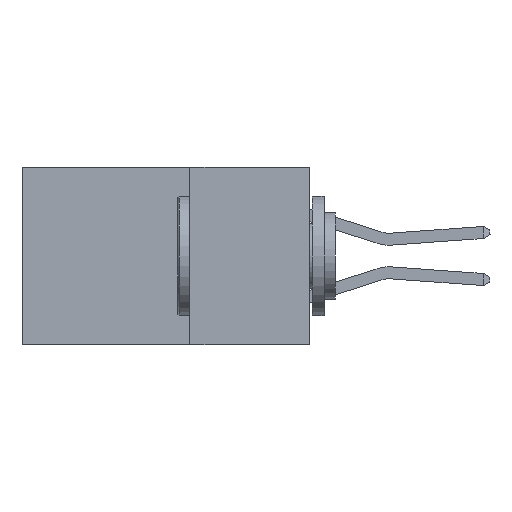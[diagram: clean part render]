
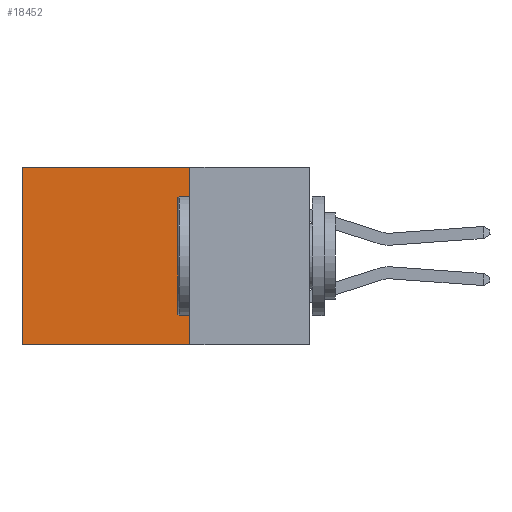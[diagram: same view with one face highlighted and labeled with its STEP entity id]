
A CAD part, left-side view. The second image highlights one B-rep face of the part: STEP entity #18452.
In plain terms, the highlighted planar face has unit normal (-1, 0, 0).
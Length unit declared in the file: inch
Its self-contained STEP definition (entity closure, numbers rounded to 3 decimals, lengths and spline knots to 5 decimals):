
#406 = ORIENTED_EDGE ( 'NONE', *, *, #14716, .T. ) ;
#619 = DIRECTION ( 'NONE',  ( 0., 1., 0. ) ) ;
#1125 = VERTEX_POINT ( 'NONE', #6748 ) ;
#1165 = DIRECTION ( 'NONE',  ( 0., 1., 0. ) ) ;
#1889 = VECTOR ( 'NONE', #3925, 39.37008 ) ;
#3819 = CARTESIAN_POINT ( 'NONE',  ( 0.298, 0.25, -0.37 ) ) ;
#3924 = EDGE_CURVE ( 'NONE', #1125, #11373, #6293, .T. ) ;
#3925 = DIRECTION ( 'NONE',  ( 0., 0., -1. ) ) ;
#4772 = FACE_OUTER_BOUND ( 'NONE', #12010, .T. ) ;
#5278 = LINE ( 'NONE', #11213, #15225 ) ;
#5697 = CARTESIAN_POINT ( 'NONE',  ( 0.298, 0.25, 0. ) ) ;
#6018 = PLANE ( 'NONE',  #17506 ) ;
#6085 = DIRECTION ( 'NONE',  ( 0., 0., -1. ) ) ;
#6293 = LINE ( 'NONE', #7978, #13712 ) ;
#6748 = CARTESIAN_POINT ( 'NONE',  ( 0.298, 0.25, 0. ) ) ;
#7025 = VERTEX_POINT ( 'NONE', #13619 ) ;
#7978 = CARTESIAN_POINT ( 'NONE',  ( 0.298, 0.25, 0. ) ) ;
#8690 = ORIENTED_EDGE ( 'NONE', *, *, #3924, .F. ) ;
#8877 = DIRECTION ( 'NONE',  ( 0., 0., -1. ) ) ;
#9919 = LINE ( 'NONE', #17240, #1889 ) ;
#10080 = EDGE_CURVE ( 'NONE', #1125, #7025, #14019, .T. ) ;
#10105 = VECTOR ( 'NONE', #1165, 39.37008 ) ;
#10169 = VERTEX_POINT ( 'NONE', #13293 ) ;
#10484 = CARTESIAN_POINT ( 'NONE',  ( 0.298, 0.25, 0. ) ) ;
#11213 = CARTESIAN_POINT ( 'NONE',  ( 0.298, 0.25, -0.37 ) ) ;
#11373 = VERTEX_POINT ( 'NONE', #3819 ) ;
#11491 = ORIENTED_EDGE ( 'NONE', *, *, #10080, .T. ) ;
#12010 = EDGE_LOOP ( 'NONE', ( #406, #15363, #8690, #11491 ) ) ;
#12787 = EDGE_CURVE ( 'NONE', #11373, #10169, #5278, .T. ) ;
#13293 = CARTESIAN_POINT ( 'NONE',  ( 0.298, 0.6, -0.37 ) ) ;
#13619 = CARTESIAN_POINT ( 'NONE',  ( 0.298, 0.6, 0. ) ) ;
#13712 = VECTOR ( 'NONE', #8877, 39.37008 ) ;
#14019 = LINE ( 'NONE', #5697, #10105 ) ;
#14716 = EDGE_CURVE ( 'NONE', #7025, #10169, #9919, .T. ) ;
#14900 = DIRECTION ( 'NONE',  ( 1., 0., 0. ) ) ;
#15225 = VECTOR ( 'NONE', #619, 39.37008 ) ;
#15363 = ORIENTED_EDGE ( 'NONE', *, *, #12787, .F. ) ;
#17240 = CARTESIAN_POINT ( 'NONE',  ( 0.298, 0.6, 0. ) ) ;
#17506 = AXIS2_PLACEMENT_3D ( 'NONE', #10484, #14900, #6085 ) ;
#18452 = ADVANCED_FACE ( 'NONE', ( #4772 ), #6018, .F. ) ;
